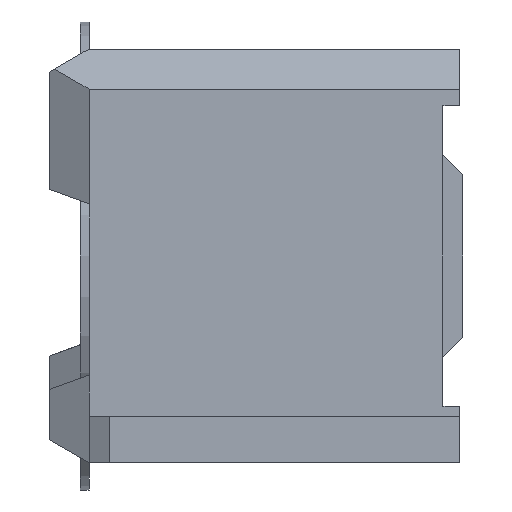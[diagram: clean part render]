
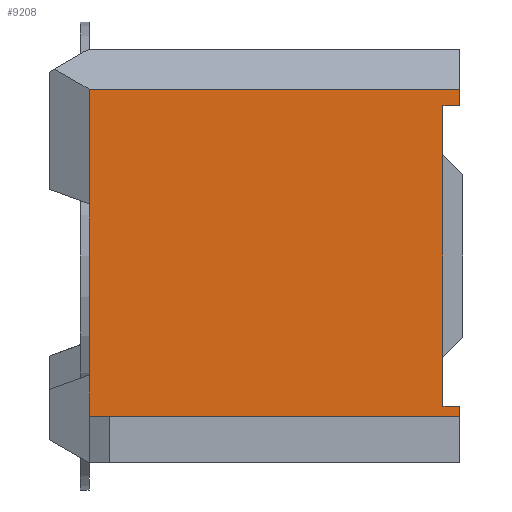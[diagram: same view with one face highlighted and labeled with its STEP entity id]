
A CAD part, left-side view. The second image highlights one B-rep face of the part: STEP entity #9208.
In plain terms, the highlighted planar face has unit normal (-1, 0, 0).
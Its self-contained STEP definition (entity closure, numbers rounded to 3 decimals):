
#917=LINE('',#14599,#2100);
#922=LINE('',#14607,#2105);
#923=LINE('',#14609,#2106);
#924=LINE('',#14611,#2107);
#925=LINE('',#14613,#2108);
#926=LINE('',#14615,#2109);
#927=LINE('',#14617,#2110);
#928=LINE('',#14619,#2111);
#929=LINE('',#14621,#2112);
#930=LINE('',#14623,#2113);
#2100=VECTOR('',#11882,1000.);
#2105=VECTOR('',#11891,1000.);
#2106=VECTOR('',#11892,1000.);
#2107=VECTOR('',#11893,1000.);
#2108=VECTOR('',#11894,1000.);
#2109=VECTOR('',#11895,1000.);
#2110=VECTOR('',#11896,1000.);
#2111=VECTOR('',#11897,1000.);
#2112=VECTOR('',#11898,1000.);
#2113=VECTOR('',#11899,1000.);
#2639=PLANE('',#9881);
#4704=ORIENTED_EDGE('',*,*,#6539,.T.);
#4705=ORIENTED_EDGE('',*,*,#6544,.T.);
#4706=ORIENTED_EDGE('',*,*,#6545,.T.);
#4707=ORIENTED_EDGE('',*,*,#6546,.F.);
#4708=ORIENTED_EDGE('',*,*,#6547,.T.);
#4709=ORIENTED_EDGE('',*,*,#6548,.F.);
#4710=ORIENTED_EDGE('',*,*,#6549,.T.);
#4711=ORIENTED_EDGE('',*,*,#6550,.T.);
#4712=ORIENTED_EDGE('',*,*,#6551,.T.);
#4713=ORIENTED_EDGE('',*,*,#6552,.F.);
#6539=EDGE_CURVE('',#7579,#7578,#917,.T.);
#6544=EDGE_CURVE('',#7578,#7580,#922,.T.);
#6545=EDGE_CURVE('',#7580,#7581,#923,.T.);
#6546=EDGE_CURVE('',#7582,#7581,#924,.T.);
#6547=EDGE_CURVE('',#7582,#7583,#925,.T.);
#6548=EDGE_CURVE('',#7584,#7583,#926,.T.);
#6549=EDGE_CURVE('',#7584,#7585,#927,.T.);
#6550=EDGE_CURVE('',#7585,#7586,#928,.T.);
#6551=EDGE_CURVE('',#7586,#7587,#929,.T.);
#6552=EDGE_CURVE('',#7579,#7587,#930,.T.);
#7578=VERTEX_POINT('',#14598);
#7579=VERTEX_POINT('',#14600);
#7580=VERTEX_POINT('',#14608);
#7581=VERTEX_POINT('',#14610);
#7582=VERTEX_POINT('',#14612);
#7583=VERTEX_POINT('',#14614);
#7584=VERTEX_POINT('',#14616);
#7585=VERTEX_POINT('',#14618);
#7586=VERTEX_POINT('',#14620);
#7587=VERTEX_POINT('',#14622);
#8192=EDGE_LOOP('',(#4704,#4705,#4706,#4707,#4708,#4709,#4710,#4711,#4712,
#4713));
#8662=FACE_BOUND('',#8192,.T.);
#9208=ADVANCED_FACE('',(#8662),#2639,.F.);
#9881=AXIS2_PLACEMENT_3D('',#14606,#11889,#11890);
#11882=DIRECTION('',(0.,0.,-1.));
#11889=DIRECTION('',(1.,0.,0.));
#11890=DIRECTION('',(0.,0.,-1.));
#11891=DIRECTION('',(0.,0.,-1.));
#11892=DIRECTION('',(0.,0.,-1.));
#11893=DIRECTION('',(0.,1.,0.));
#11894=DIRECTION('',(0.,0.,1.));
#11895=DIRECTION('',(0.,-1.,0.));
#11896=DIRECTION('',(0.,0.,1.));
#11897=DIRECTION('',(0.,-1.,0.));
#11898=DIRECTION('',(0.,0.,1.));
#11899=DIRECTION('',(0.,-1.,0.));
#14598=CARTESIAN_POINT('',(-5.825,5.55,0.78));
#14599=CARTESIAN_POINT('',(-5.825,5.55,3.1));
#14600=CARTESIAN_POINT('',(-5.825,5.55,2.5));
#14606=CARTESIAN_POINT('',(-5.825,6.15,-3.1));
#14607=CARTESIAN_POINT('',(-5.825,5.55,0.78));
#14608=CARTESIAN_POINT('',(-5.825,5.55,-1.78));
#14609=CARTESIAN_POINT('',(-5.825,5.55,3.1));
#14610=CARTESIAN_POINT('',(-5.825,5.55,-2.4));
#14611=CARTESIAN_POINT('',(-5.825,6.15,-2.4));
#14612=CARTESIAN_POINT('',(-5.825,0.,-2.4));
#14613=CARTESIAN_POINT('',(-5.825,0.,-3.1));
#14614=CARTESIAN_POINT('',(-5.825,0.,-2.25));
#14615=CARTESIAN_POINT('',(-5.825,0.25,-2.25));
#14616=CARTESIAN_POINT('',(-5.825,0.25,-2.25));
#14617=CARTESIAN_POINT('',(-5.825,0.25,-2.25));
#14618=CARTESIAN_POINT('',(-5.825,0.25,2.25));
#14619=CARTESIAN_POINT('',(-5.825,0.25,2.25));
#14620=CARTESIAN_POINT('',(-5.825,0.,2.25));
#14621=CARTESIAN_POINT('',(-5.825,0.,-3.1));
#14622=CARTESIAN_POINT('',(-5.825,0.,2.5));
#14623=CARTESIAN_POINT('',(-5.825,6.15,2.5));
